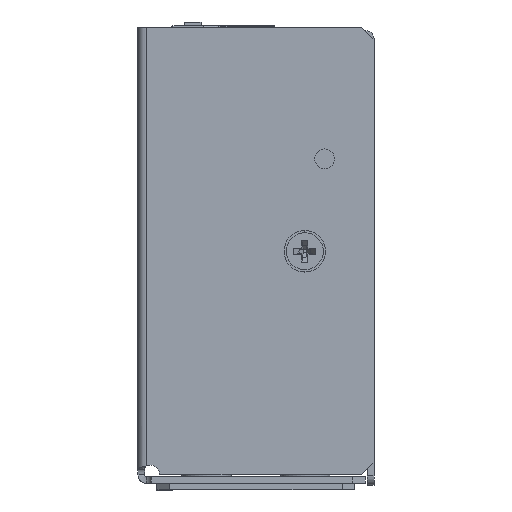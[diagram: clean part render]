
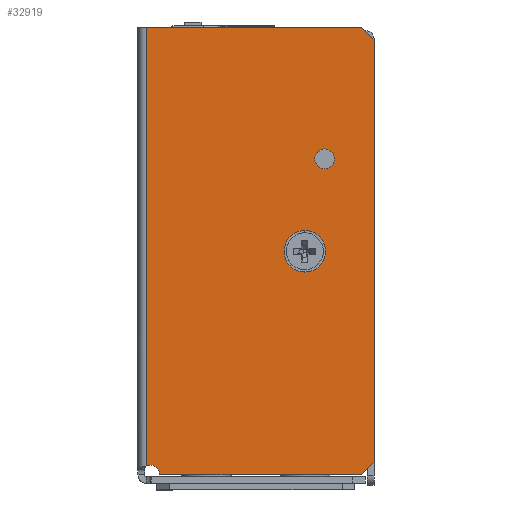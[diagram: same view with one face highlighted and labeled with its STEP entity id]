
A CAD part, left-side view. The second image highlights one B-rep face of the part: STEP entity #32919.
In plain terms, the highlighted planar face has unit normal (-1, 0, 0).
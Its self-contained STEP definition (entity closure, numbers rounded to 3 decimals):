
#3907 = VECTOR ( 'NONE', #5782, 1000. ) ;
#3932 = CIRCLE ( 'NONE', #3940, 1.27 ) ;
#3933 = VECTOR ( 'NONE', #5824, 1000. ) ;
#3940 = AXIS2_PLACEMENT_3D ( 'NONE', #5829, #5830, #5831 ) ;
#3953 = VECTOR ( 'NONE', #5846, 1000. ) ;
#4069 = VECTOR ( 'NONE', #5872, 1000. ) ;
#4174 = AXIS2_PLACEMENT_3D ( 'NONE', #5864, #5865, #5866 ) ;
#4176 = CIRCLE ( 'NONE', #4174, 1.27 ) ;
#5772 = LINE ( 'NONE', #5781, #3907 ) ;
#5781 = CARTESIAN_POINT ( 'NONE',  ( -53.188, -30.328, -27.153 ) ) ;
#5782 = DIRECTION ( 'NONE',  ( 0., 0., 1. ) ) ;
#5811 = CARTESIAN_POINT ( 'NONE',  ( -53.188, -1.067, -28.74 ) ) ;
#5819 = LINE ( 'NONE', #5845, #3953 ) ;
#5820 = LINE ( 'NONE', #5811, #3933 ) ;
#5824 = DIRECTION ( 'NONE',  ( 0., 0., -1. ) ) ;
#5829 = CARTESIAN_POINT ( 'NONE',  ( -53.188, -23.978, 11.887 ) ) ;
#5830 = DIRECTION ( 'NONE',  ( -1., 0., 0. ) ) ;
#5831 = DIRECTION ( 'NONE',  ( 0., 0., 1. ) ) ;
#5845 = CARTESIAN_POINT ( 'NONE',  ( -53.188, -28.74, 28.74 ) ) ;
#5846 = DIRECTION ( 'NONE',  ( 0., 0.707, 0.707 ) ) ;
#5863 = LINE ( 'NONE', #5871, #4069 ) ;
#5864 = CARTESIAN_POINT ( 'NONE',  ( -53.188, -1.524, -28.74 ) ) ;
#5865 = DIRECTION ( 'NONE',  ( 1., 0., 0. ) ) ;
#5866 = DIRECTION ( 'NONE',  ( 0., 0., 1. ) ) ;
#5871 = CARTESIAN_POINT ( 'NONE',  ( -53.188, -28.74, 28.74 ) ) ;
#5872 = DIRECTION ( 'NONE',  ( 0., 1., 0. ) ) ;
#6180 = LINE ( 'NONE', #6181, #15164 ) ;
#6181 = CARTESIAN_POINT ( 'NONE',  ( -53.188, -2.794, -28.74 ) ) ;
#6183 = CARTESIAN_POINT ( 'NONE',  ( -53.188, -21.438, 0. ) ) ;
#6184 = DIRECTION ( 'NONE',  ( -1., 0., 0. ) ) ;
#6185 = DIRECTION ( 'NONE',  ( 0., 0., 1. ) ) ;
#6192 = DIRECTION ( 'NONE',  ( 0., -1., 0. ) ) ;
#6258 = CARTESIAN_POINT ( 'NONE',  ( -53.188, -23.978, 11.887 ) ) ;
#6259 = DIRECTION ( 'NONE',  ( -1., 0., 0. ) ) ;
#6260 = DIRECTION ( 'NONE',  ( 0., 0., 1. ) ) ;
#11235 = CARTESIAN_POINT ( 'NONE',  ( -53.188, -21.438, 0. ) ) ;
#11236 = DIRECTION ( 'NONE',  ( -1., 0., 0. ) ) ;
#11237 = DIRECTION ( 'NONE',  ( 0., 0., 1. ) ) ;
#11241 = CARTESIAN_POINT ( 'NONE',  ( -53.188, -1.524, -28.74 ) ) ;
#11242 = DIRECTION ( 'NONE',  ( 1., 0., 0. ) ) ;
#11243 = DIRECTION ( 'NONE',  ( 0., 0., 1. ) ) ;
#14710 = LINE ( 'NONE', #14721, #25114 ) ;
#14721 = CARTESIAN_POINT ( 'NONE',  ( -53.188, -28.74, -28.74 ) ) ;
#14726 = DIRECTION ( 'NONE',  ( 0., -0.707, 0.707 ) ) ;
#14957 = AXIS2_PLACEMENT_3D ( 'NONE', #11235, #11236, #11237 ) ;
#14959 = CIRCLE ( 'NONE', #14963, 1.27 ) ;
#14963 = AXIS2_PLACEMENT_3D ( 'NONE', #11241, #11242, #11243 ) ;
#14970 = CIRCLE ( 'NONE', #14957, 2.375 ) ;
#15052 = CIRCLE ( 'NONE', #15057, 2.375 ) ;
#15057 = AXIS2_PLACEMENT_3D ( 'NONE', #6183, #6184, #6185 ) ;
#15098 = AXIS2_PLACEMENT_3D ( 'NONE', #6258, #6259, #6260 ) ;
#15164 = VECTOR ( 'NONE', #6192, 1000. ) ;
#15173 = CIRCLE ( 'NONE', #15098, 1.27 ) ;
#16784 = EDGE_LOOP ( 'NONE', ( #34559, #47680 ) ) ;
#16977 = EDGE_LOOP ( 'NONE', ( #47741, #47735 ) ) ;
#17583 = EDGE_LOOP ( 'NONE', ( #47566, #47818, #34568, #47813, #47874, #47721, #47608, #34565 ) ) ;
#25114 = VECTOR ( 'NONE', #14726, 1000. ) ;
#27546 = VERTEX_POINT ( 'NONE', #38847 ) ;
#27586 = VERTEX_POINT ( 'NONE', #38917 ) ;
#27587 = VERTEX_POINT ( 'NONE', #38918 ) ;
#27590 = VERTEX_POINT ( 'NONE', #38923 ) ;
#32550 = EDGE_CURVE ( 'NONE', #46514, #42342, #14710, .T. ) ;
#32919 = ADVANCED_FACE ( 'NONE', ( #45485, #45489, #45493 ), #45491, .T. ) ;
#34559 = ORIENTED_EDGE ( 'NONE', *, *, #37411, .F. ) ;
#34565 = ORIENTED_EDGE ( 'NONE', *, *, #37305, .T. ) ;
#34568 = ORIENTED_EDGE ( 'NONE', *, *, #37484, .T. ) ;
#37287 = EDGE_CURVE ( 'NONE', #42342, #41964, #5772, .T. ) ;
#37298 = EDGE_CURVE ( 'NONE', #41959, #42400, #5820, .T. ) ;
#37300 = EDGE_CURVE ( 'NONE', #27586, #27587, #3932, .T. ) ;
#37305 = EDGE_CURVE ( 'NONE', #41964, #42416, #5819, .T. ) ;
#37311 = EDGE_CURVE ( 'NONE', #46515, #41962, #4176, .T. ) ;
#37314 = EDGE_CURVE ( 'NONE', #42416, #41959, #5863, .T. ) ;
#37411 = EDGE_CURVE ( 'NONE', #27590, #27546, #15052, .T. ) ;
#37414 = EDGE_CURVE ( 'NONE', #41962, #46514, #6180, .T. ) ;
#37434 = EDGE_CURVE ( 'NONE', #27587, #27586, #15173, .T. ) ;
#37482 = EDGE_CURVE ( 'NONE', #27546, #27590, #14970, .T. ) ;
#37484 = EDGE_CURVE ( 'NONE', #42400, #46515, #14959, .T. ) ;
#38847 = CARTESIAN_POINT ( 'NONE',  ( -53.188, -21.438, -2.375 ) ) ;
#38917 = CARTESIAN_POINT ( 'NONE',  ( -53.188, -23.978, 13.157 ) ) ;
#38918 = CARTESIAN_POINT ( 'NONE',  ( -53.188, -23.978, 10.617 ) ) ;
#38923 = CARTESIAN_POINT ( 'NONE',  ( -53.188, -21.438, 2.375 ) ) ;
#41959 = VERTEX_POINT ( 'NONE', #43189 ) ;
#41962 = VERTEX_POINT ( 'NONE', #43184 ) ;
#41964 = VERTEX_POINT ( 'NONE', #43193 ) ;
#42342 = VERTEX_POINT ( 'NONE', #43511 ) ;
#42400 = VERTEX_POINT ( 'NONE', #43568 ) ;
#42416 = VERTEX_POINT ( 'NONE', #43584 ) ;
#43184 = CARTESIAN_POINT ( 'NONE',  ( -53.188, -2.794, -28.74 ) ) ;
#43189 = CARTESIAN_POINT ( 'NONE',  ( -53.188, -1.067, 28.74 ) ) ;
#43193 = CARTESIAN_POINT ( 'NONE',  ( -53.188, -30.328, 27.153 ) ) ;
#43511 = CARTESIAN_POINT ( 'NONE',  ( -53.188, -30.328, -27.153 ) ) ;
#43568 = CARTESIAN_POINT ( 'NONE',  ( -53.188, -1.067, -27.555 ) ) ;
#43584 = CARTESIAN_POINT ( 'NONE',  ( -53.188, -28.74, 28.74 ) ) ;
#43968 = CARTESIAN_POINT ( 'NONE',  ( -53.188, -28.74, -28.74 ) ) ;
#43972 = CARTESIAN_POINT ( 'NONE',  ( -53.188, -1.524, -27.47 ) ) ;
#45485 = FACE_BOUND ( 'NONE', #16784, .T. ) ;
#45489 = FACE_BOUND ( 'NONE', #16977, .T. ) ;
#45491 = PLANE ( 'NONE',  #49904 ) ;
#45492 = CARTESIAN_POINT ( 'NONE',  ( -53.188, -1.524, -28.74 ) ) ;
#45493 = FACE_OUTER_BOUND ( 'NONE', #17583, .T. ) ;
#45494 = DIRECTION ( 'NONE',  ( -1., 0., 0. ) ) ;
#45495 = DIRECTION ( 'NONE',  ( 0., 0., 1. ) ) ;
#46514 = VERTEX_POINT ( 'NONE', #43968 ) ;
#46515 = VERTEX_POINT ( 'NONE', #43972 ) ;
#47566 = ORIENTED_EDGE ( 'NONE', *, *, #37314, .T. ) ;
#47608 = ORIENTED_EDGE ( 'NONE', *, *, #37287, .T. ) ;
#47680 = ORIENTED_EDGE ( 'NONE', *, *, #37482, .F. ) ;
#47721 = ORIENTED_EDGE ( 'NONE', *, *, #32550, .T. ) ;
#47735 = ORIENTED_EDGE ( 'NONE', *, *, #37434, .F. ) ;
#47741 = ORIENTED_EDGE ( 'NONE', *, *, #37300, .F. ) ;
#47813 = ORIENTED_EDGE ( 'NONE', *, *, #37311, .T. ) ;
#47818 = ORIENTED_EDGE ( 'NONE', *, *, #37298, .T. ) ;
#47874 = ORIENTED_EDGE ( 'NONE', *, *, #37414, .T. ) ;
#49904 = AXIS2_PLACEMENT_3D ( 'NONE', #45492, #45494, #45495 ) ;
